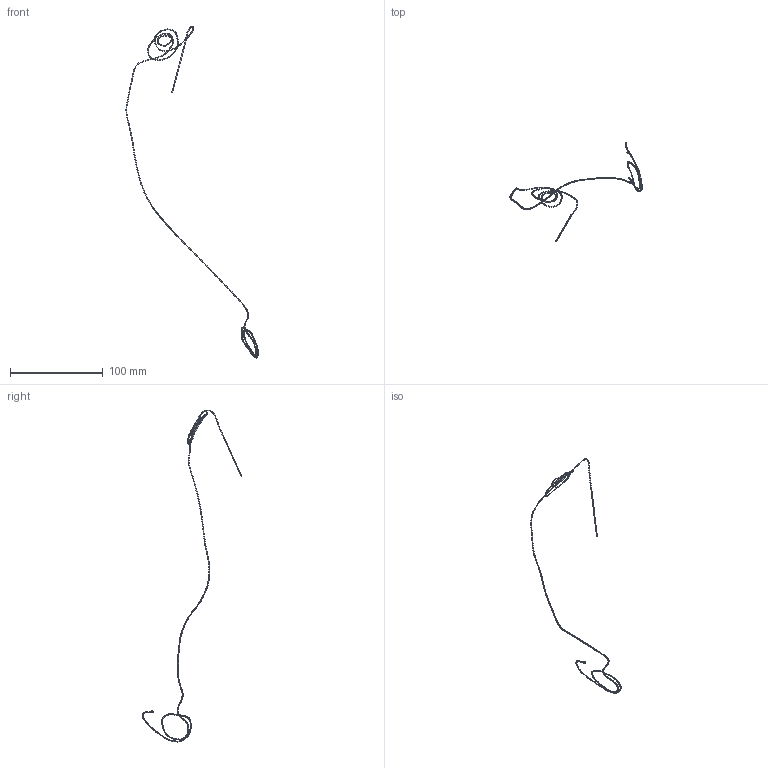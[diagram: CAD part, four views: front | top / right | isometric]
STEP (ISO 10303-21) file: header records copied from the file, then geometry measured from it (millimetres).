
FILE_DESCRIPTION(('STEP AP214'),'1');
FILE_NAME('Adult_DBS_03_Insulation_Left.step','2024-02-05T22:01:23',(' '),('ANSOFT Corporation'),'Spatial InterOp 3D',' ',' ');
FILE_SCHEMA(('AUTOMOTIVE_DESIGN { 1 0 10303 214 1 1 1 1 }'));
Length unit declared in the file: millimetre
Products named in the file (1): Insulation_left
Bounding box: 142.82 x 107.9 x 358.76 mm (x, y, z)
Volume: 746.9 mm3; surface area: 2985.9 mm2
Topology: 1 solids, 1 shells, 1105 faces, 2822 edges, 1720 vertices
Faces by surface type: cylinder 1102, plane 3
Entity records: 33788 total; most frequent: DIRECTION 6754, CARTESIAN_POINT 5648, ORIENTED_EDGE 5644, AXIS2_PLACEMENT_3D 2826, EDGE_CURVE 2822, VERTEX_POINT 1720, ELLIPSE 1482, EDGE_LOOP 1106
